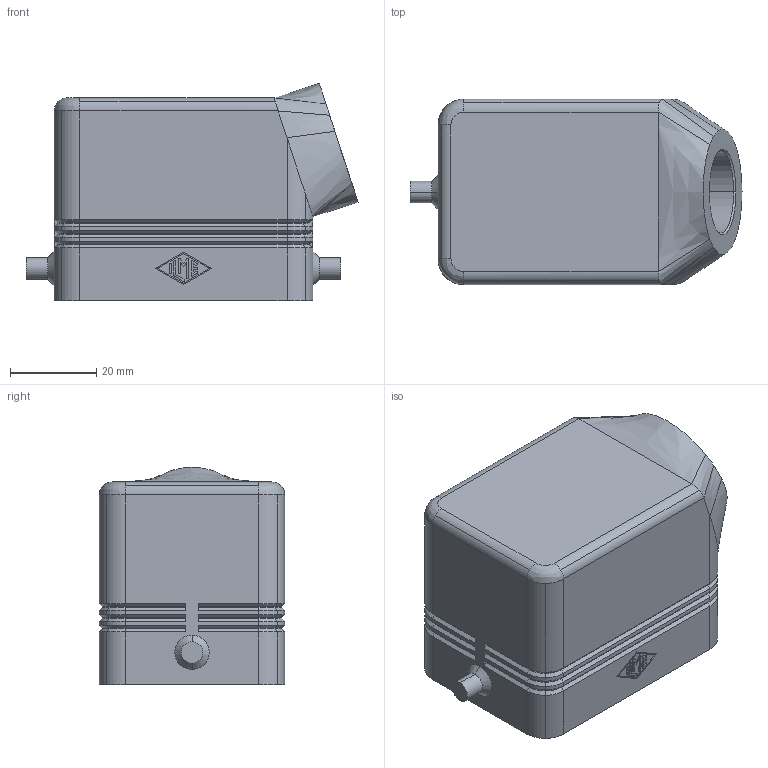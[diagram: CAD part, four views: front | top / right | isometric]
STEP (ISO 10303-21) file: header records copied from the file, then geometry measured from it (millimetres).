
FILE_DESCRIPTION((''),'2;1');
FILE_NAME('CHO 06 L13.stp','2006-12-14T15:27:26',('gembarski'),(''),'Autodesk Inventor 7','Autodesk Inventor 7','');
FILE_SCHEMA(('AUTOMOTIVE_DESIGN { 1 0 10303 214 1 1 1 1 }'));
Length unit declared in the file: millimetre
Products named in the file (1): CHO Tüllengehäuse 1 Bügel für einen Einsatz
Bounding box: 76.96 x 43 x 50.41 mm (x, y, z)
Volume: 45430.8 mm3; surface area: 23357.6 mm2
Topology: 1 solids, 1 shells, 316 faces, 753 edges, 448 vertices
Faces by surface type: plane 120, cylinder 76, bspline 64, cone 52, torus 4
Entity records: 9694 total; most frequent: CARTESIAN_POINT 2492, DIRECTION 1491, ORIENTED_EDGE 1490, EDGE_CURVE 745, AXIS2_PLACEMENT_3D 501, VECTOR 489, LINE 489, VERTEX_POINT 448
